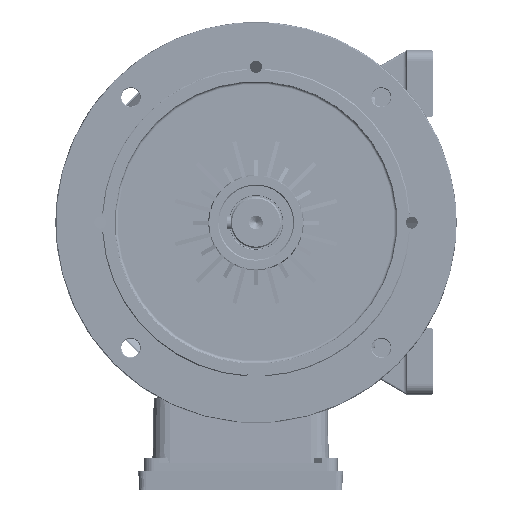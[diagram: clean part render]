
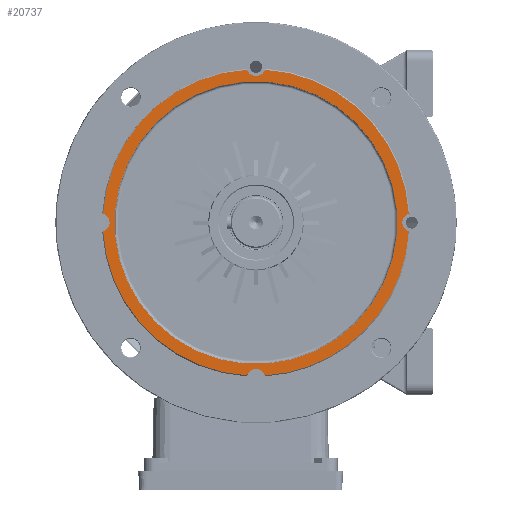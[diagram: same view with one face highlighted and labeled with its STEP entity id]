
A CAD part, left-side view. The second image highlights one B-rep face of the part: STEP entity #20737.
In plain terms, the highlighted face is planar.
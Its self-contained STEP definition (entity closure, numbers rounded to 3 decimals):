
#3757 = EDGE_CURVE ( 'NONE', #90367, #104264, #189564, .T. ) ;
#7491 = CARTESIAN_POINT ( 'NONE',  ( 10., 82.378, -82.378 ) ) ;
#7958 = CIRCLE ( 'NONE', #135916, 7. ) ;
#8601 = DIRECTION ( 'NONE',  ( 1., 0., 0. ) ) ;
#9073 = AXIS2_PLACEMENT_3D ( 'NONE', #141999, #44367, #129584 ) ;
#9714 = CARTESIAN_POINT ( 'NONE',  ( 10., 0., 0. ) ) ;
#10056 = EDGE_CURVE ( 'NONE', #160946, #94023, #154103, .T. ) ;
#10365 = ORIENTED_EDGE ( 'NONE', *, *, #44886, .F. ) ;
#11645 = ORIENTED_EDGE ( 'NONE', *, *, #108585, .T. ) ;
#12078 = VERTEX_POINT ( 'NONE', #76393 ) ;
#13339 = ORIENTED_EDGE ( 'NONE', *, *, #19418, .T. ) ;
#15033 = AXIS2_PLACEMENT_3D ( 'NONE', #117062, #58420, #183858 ) ;
#17372 = ORIENTED_EDGE ( 'NONE', *, *, #70270, .T. ) ;
#19418 = EDGE_CURVE ( 'NONE', #48017, #150911, #191455, .T. ) ;
#20269 = ORIENTED_EDGE ( 'NONE', *, *, #3757, .T. ) ;
#20436 = AXIS2_PLACEMENT_3D ( 'NONE', #148140, #184067, #102872 ) ;
#20737 = ADVANCED_FACE ( 'NONE', ( #54169, #103478 ), #180612, .T. ) ;
#22325 = CARTESIAN_POINT ( 'NONE',  ( 10., 115., 0. ) ) ;
#23056 = CIRCLE ( 'NONE', #160964, 7. ) ;
#24872 = CARTESIAN_POINT ( 'NONE',  ( 10., 0., 0. ) ) ;
#25906 = EDGE_CURVE ( 'NONE', #181633, #12078, #40216, .T. ) ;
#26794 = CARTESIAN_POINT ( 'NONE',  ( 10., 76.127, -85.528 ) ) ;
#28132 = CIRCLE ( 'NONE', #15033, 114.5 ) ;
#30838 = EDGE_CURVE ( 'NONE', #70560, #113059, #129052, .T. ) ;
#31500 = DIRECTION ( 'NONE',  ( -1., 0., 0. ) ) ;
#32924 = CARTESIAN_POINT ( 'NONE',  ( 10., -82.378, 82.378 ) ) ;
#33035 = EDGE_CURVE ( 'NONE', #113059, #150911, #93060, .T. ) ;
#33383 = AXIS2_PLACEMENT_3D ( 'NONE', #7491, #68177, #193558 ) ;
#34301 = CARTESIAN_POINT ( 'NONE',  ( 10., -82.378, -82.378 ) ) ;
#35092 = EDGE_CURVE ( 'NONE', #94023, #59779, #7958, .T. ) ;
#36108 = CARTESIAN_POINT ( 'NONE',  ( 10., 85.528, 76.127 ) ) ;
#37618 = AXIS2_PLACEMENT_3D ( 'NONE', #32924, #111047, #127482 ) ;
#39659 = DIRECTION ( 'NONE',  ( 0., -1., 0. ) ) ;
#40216 = CIRCLE ( 'NONE', #181412, 105.75 ) ;
#41306 = DIRECTION ( 'NONE',  ( 1., 0., 0. ) ) ;
#42329 = CARTESIAN_POINT ( 'NONE',  ( 10., 85.528, -76.127 ) ) ;
#44367 = DIRECTION ( 'NONE',  ( 1., 0., 0. ) ) ;
#44886 = EDGE_CURVE ( 'NONE', #123937, #69333, #113195, .T. ) ;
#48017 = VERTEX_POINT ( 'NONE', #117466 ) ;
#48623 = CARTESIAN_POINT ( 'NONE',  ( 10., -82.378, 75.378 ) ) ;
#49104 = CARTESIAN_POINT ( 'NONE',  ( 10., 82.378, 82.378 ) ) ;
#51005 = ORIENTED_EDGE ( 'NONE', *, *, #35092, .F. ) ;
#51046 = ORIENTED_EDGE ( 'NONE', *, *, #151218, .T. ) ;
#51159 = CIRCLE ( 'NONE', #166072, 114.5 ) ;
#53179 = CARTESIAN_POINT ( 'NONE',  ( 10., 76.127, 85.528 ) ) ;
#54169 = FACE_OUTER_BOUND ( 'NONE', #140859, .T. ) ;
#56992 = CARTESIAN_POINT ( 'NONE',  ( 10., 0., 105.75 ) ) ;
#58420 = DIRECTION ( 'NONE',  ( 1., 0., 0. ) ) ;
#59779 = VERTEX_POINT ( 'NONE', #36108 ) ;
#67503 = CARTESIAN_POINT ( 'NONE',  ( 10., 0., 0. ) ) ;
#67588 = DIRECTION ( 'NONE',  ( 0., 0., -1. ) ) ;
#68177 = DIRECTION ( 'NONE',  ( 1., 0., 0. ) ) ;
#69333 = VERTEX_POINT ( 'NONE', #48623 ) ;
#70270 = EDGE_CURVE ( 'NONE', #123937, #174463, #51159, .T. ) ;
#70560 = VERTEX_POINT ( 'NONE', #42329 ) ;
#71293 = CARTESIAN_POINT ( 'NONE',  ( 10., 82.378, 82.378 ) ) ;
#72172 = DIRECTION ( 'NONE',  ( 0., 0., -1. ) ) ;
#76393 = CARTESIAN_POINT ( 'NONE',  ( 10., 0., -105.75 ) ) ;
#79956 = DIRECTION ( 'NONE',  ( 1., 0., 0. ) ) ;
#81814 = AXIS2_PLACEMENT_3D ( 'NONE', #190990, #160156, #146775 ) ;
#86438 = CARTESIAN_POINT ( 'NONE',  ( 10., 0., 114.5 ) ) ;
#87069 = ORIENTED_EDGE ( 'NONE', *, *, #33035, .F. ) ;
#88843 = DIRECTION ( 'NONE',  ( 1., 0., 0. ) ) ;
#90367 = VERTEX_POINT ( 'NONE', #86438 ) ;
#92152 = DIRECTION ( 'NONE',  ( 0., 0., -1. ) ) ;
#93060 = CIRCLE ( 'NONE', #102910, 7. ) ;
#93156 = CARTESIAN_POINT ( 'NONE',  ( 10., 0., 0. ) ) ;
#94023 = VERTEX_POINT ( 'NONE', #149050 ) ;
#96151 = CARTESIAN_POINT ( 'NONE',  ( 10., -76.127, 85.528 ) ) ;
#101070 = AXIS2_PLACEMENT_3D ( 'NONE', #67503, #147669, #130189 ) ;
#102127 = DIRECTION ( 'NONE',  ( 0., 0., -1. ) ) ;
#102824 = AXIS2_PLACEMENT_3D ( 'NONE', #24872, #41306, #72172 ) ;
#102872 = DIRECTION ( 'NONE',  ( 0., 0., -1. ) ) ;
#102910 = AXIS2_PLACEMENT_3D ( 'NONE', #144610, #113732, #39659 ) ;
#103478 = FACE_BOUND ( 'NONE', #199645, .T. ) ;
#104264 = VERTEX_POINT ( 'NONE', #96151 ) ;
#104419 = CIRCLE ( 'NONE', #101070, 105.75 ) ;
#108585 = EDGE_CURVE ( 'NONE', #160946, #90367, #109046, .T. ) ;
#109046 = CIRCLE ( 'NONE', #20436, 114.5 ) ;
#111047 = DIRECTION ( 'NONE',  ( 1., 0., 0. ) ) ;
#113059 = VERTEX_POINT ( 'NONE', #146499 ) ;
#113195 = CIRCLE ( 'NONE', #37618, 7. ) ;
#113732 = DIRECTION ( 'NONE',  ( 1., 0., 0. ) ) ;
#117062 = CARTESIAN_POINT ( 'NONE',  ( 10., 0., 0. ) ) ;
#117466 = CARTESIAN_POINT ( 'NONE',  ( 10., -76.127, -85.528 ) ) ;
#122898 = AXIS2_PLACEMENT_3D ( 'NONE', #22325, #166199, #67588 ) ;
#123937 = VERTEX_POINT ( 'NONE', #127340 ) ;
#127340 = CARTESIAN_POINT ( 'NONE',  ( 10., -85.528, 76.127 ) ) ;
#127482 = DIRECTION ( 'NONE',  ( 0., 1., 0. ) ) ;
#127868 = AXIS2_PLACEMENT_3D ( 'NONE', #71293, #8601, #102127 ) ;
#128755 = EDGE_CURVE ( 'NONE', #69333, #104264, #197292, .T. ) ;
#129052 = CIRCLE ( 'NONE', #33383, 7. ) ;
#129419 = ORIENTED_EDGE ( 'NONE', *, *, #30838, .F. ) ;
#129584 = DIRECTION ( 'NONE',  ( 0., 0., -1. ) ) ;
#129859 = DIRECTION ( 'NONE',  ( 1., 0., 0. ) ) ;
#130189 = DIRECTION ( 'NONE',  ( 0., 0., -1. ) ) ;
#132398 = VERTEX_POINT ( 'NONE', #183032 ) ;
#133102 = EDGE_CURVE ( 'NONE', #12078, #181633, #104419, .T. ) ;
#135916 = AXIS2_PLACEMENT_3D ( 'NONE', #49104, #79956, #156029 ) ;
#140859 = EDGE_LOOP ( 'NONE', ( #10365, #17372, #191281, #190794, #13339, #87069, #129419, #51046, #51005, #192946, #11645, #20269, #168759 ) ) ;
#141999 = CARTESIAN_POINT ( 'NONE',  ( 10., 0., 0. ) ) ;
#144610 = CARTESIAN_POINT ( 'NONE',  ( 10., 82.378, -82.378 ) ) ;
#146499 = CARTESIAN_POINT ( 'NONE',  ( 10., 82.378, -75.378 ) ) ;
#146775 = DIRECTION ( 'NONE',  ( 0., 0., 1. ) ) ;
#147669 = DIRECTION ( 'NONE',  ( -1., 0., 0. ) ) ;
#148140 = CARTESIAN_POINT ( 'NONE',  ( 10., 0., 0. ) ) ;
#149050 = CARTESIAN_POINT ( 'NONE',  ( 10., 82.378, 75.378 ) ) ;
#150911 = VERTEX_POINT ( 'NONE', #26794 ) ;
#151218 = EDGE_CURVE ( 'NONE', #70560, #59779, #28132, .T. ) ;
#151419 = AXIS2_PLACEMENT_3D ( 'NONE', #158182, #192038, #160202 ) ;
#151539 = DIRECTION ( 'NONE',  ( 0., 0., -1. ) ) ;
#154103 = CIRCLE ( 'NONE', #127868, 7. ) ;
#154904 = EDGE_CURVE ( 'NONE', #132398, #174463, #202811, .T. ) ;
#156029 = DIRECTION ( 'NONE',  ( 0., 0., -1. ) ) ;
#158182 = CARTESIAN_POINT ( 'NONE',  ( 10., -82.378, 82.378 ) ) ;
#160156 = DIRECTION ( 'NONE',  ( 1., 0., 0. ) ) ;
#160202 = DIRECTION ( 'NONE',  ( 0., 1., 0. ) ) ;
#160711 = DIRECTION ( 'NONE',  ( 0., 0., 1. ) ) ;
#160946 = VERTEX_POINT ( 'NONE', #53179 ) ;
#160964 = AXIS2_PLACEMENT_3D ( 'NONE', #34301, #129859, #160711 ) ;
#162551 = CARTESIAN_POINT ( 'NONE',  ( 10., -85.528, -76.127 ) ) ;
#166072 = AXIS2_PLACEMENT_3D ( 'NONE', #9714, #88843, #151539 ) ;
#166199 = DIRECTION ( 'NONE',  ( 1., 0., 0. ) ) ;
#168759 = ORIENTED_EDGE ( 'NONE', *, *, #128755, .F. ) ;
#174463 = VERTEX_POINT ( 'NONE', #162551 ) ;
#180612 = PLANE ( 'NONE',  #122898 ) ;
#181412 = AXIS2_PLACEMENT_3D ( 'NONE', #93156, #31500, #92152 ) ;
#181633 = VERTEX_POINT ( 'NONE', #56992 ) ;
#183032 = CARTESIAN_POINT ( 'NONE',  ( 10., -82.378, -75.378 ) ) ;
#183858 = DIRECTION ( 'NONE',  ( 0., 0., -1. ) ) ;
#184067 = DIRECTION ( 'NONE',  ( 1., 0., 0. ) ) ;
#186892 = ORIENTED_EDGE ( 'NONE', *, *, #25906, .T. ) ;
#188161 = ORIENTED_EDGE ( 'NONE', *, *, #133102, .T. ) ;
#189564 = CIRCLE ( 'NONE', #9073, 114.5 ) ;
#190794 = ORIENTED_EDGE ( 'NONE', *, *, #191045, .F. ) ;
#190990 = CARTESIAN_POINT ( 'NONE',  ( 10., -82.378, -82.378 ) ) ;
#191045 = EDGE_CURVE ( 'NONE', #48017, #132398, #23056, .T. ) ;
#191281 = ORIENTED_EDGE ( 'NONE', *, *, #154904, .F. ) ;
#191455 = CIRCLE ( 'NONE', #102824, 114.5 ) ;
#192038 = DIRECTION ( 'NONE',  ( 1., 0., 0. ) ) ;
#192946 = ORIENTED_EDGE ( 'NONE', *, *, #10056, .F. ) ;
#193558 = DIRECTION ( 'NONE',  ( 0., -1., 0. ) ) ;
#197292 = CIRCLE ( 'NONE', #151419, 7. ) ;
#199645 = EDGE_LOOP ( 'NONE', ( #188161, #186892 ) ) ;
#202811 = CIRCLE ( 'NONE', #81814, 7. ) ;
